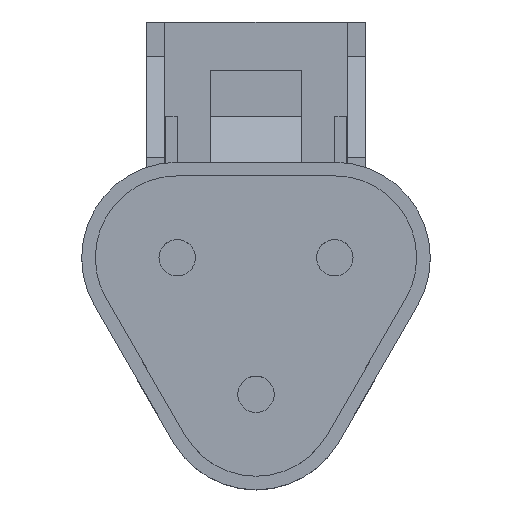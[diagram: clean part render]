
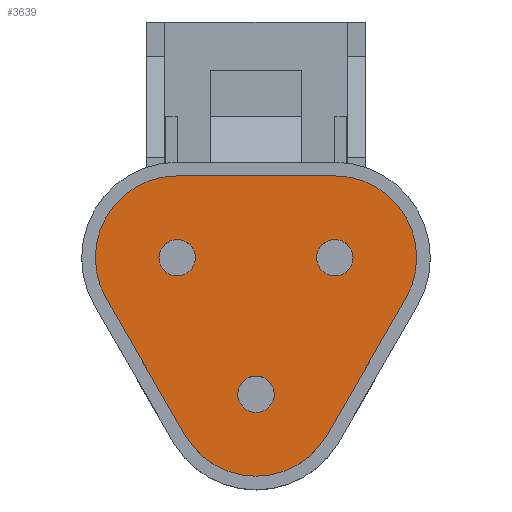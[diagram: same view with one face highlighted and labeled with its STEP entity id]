
A CAD part, top view. The second image highlights one B-rep face of the part: STEP entity #3639.
In plain terms, the highlighted planar face has unit normal (0, 0, 1).
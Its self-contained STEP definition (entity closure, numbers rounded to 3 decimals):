
#3330=CARTESIAN_POINT('',(1.,-5.,32.));
#3331=VERTEX_POINT('',#3330);
#3332=CARTESIAN_POINT('',(0.,-5.,32.));
#3333=DIRECTION('',(0.0,0.0,-1.0));
#3334=DIRECTION('',(-1.0,0.0,0.0));
#3335=AXIS2_PLACEMENT_3D('',#3332,#3333,#3334);
#3336=CIRCLE('',#3335,1.0);
#3337=EDGE_CURVE('',#3331,#3331,#3336,.T.);
#3367=CARTESIAN_POINT('',(5.33,2.5,32.));
#3368=VERTEX_POINT('',#3367);
#3369=CARTESIAN_POINT('',(4.33,2.5,32.));
#3370=DIRECTION('',(0.0,0.0,-1.0));
#3371=DIRECTION('',(-1.0,0.0,0.0));
#3372=AXIS2_PLACEMENT_3D('',#3369,#3370,#3371);
#3373=CIRCLE('',#3372,1.0);
#3374=EDGE_CURVE('',#3368,#3368,#3373,.T.);
#3404=CARTESIAN_POINT('',(-3.33,2.5,32.));
#3405=VERTEX_POINT('',#3404);
#3406=CARTESIAN_POINT('',(-4.33,2.5,32.));
#3407=DIRECTION('',(0.0,0.0,-1.0));
#3408=DIRECTION('',(-1.0,0.0,0.0));
#3409=AXIS2_PLACEMENT_3D('',#3406,#3407,#3408);
#3410=CIRCLE('',#3409,1.0);
#3411=EDGE_CURVE('',#3405,#3405,#3410,.T.);
#3430=CARTESIAN_POINT('',(-4.33,7.,32.));
#3431=VERTEX_POINT('',#3430);
#3432=CARTESIAN_POINT('',(4.33,7.,32.));
#3433=VERTEX_POINT('',#3432);
#3434=CARTESIAN_POINT('',(-4.33,7.,32.));
#3435=DIRECTION('',(1.0,0.0,0.0));
#3436=VECTOR('',#3435,8.66);
#3437=LINE('',#3434,#3436);
#3438=EDGE_CURVE('',#3431,#3433,#3437,.T.);
#3470=CARTESIAN_POINT('',(8.227,0.25,32.));
#3471=VERTEX_POINT('',#3470);
#3472=CARTESIAN_POINT('',(4.33,2.5,32.));
#3473=DIRECTION('',(0.,0.,-1.0));
#3474=DIRECTION('',(-0.866,0.5,0.));
#3475=AXIS2_PLACEMENT_3D('',#3472,#3473,#3474);
#3476=CIRCLE('',#3475,4.5);
#3477=EDGE_CURVE('',#3433,#3471,#3476,.T.);
#3503=CARTESIAN_POINT('',(3.897,-7.25,32.));
#3504=VERTEX_POINT('',#3503);
#3505=CARTESIAN_POINT('',(8.227,0.25,32.));
#3506=DIRECTION('',(-0.5,-0.866,0.0));
#3507=VECTOR('',#3506,8.66);
#3508=LINE('',#3505,#3507);
#3509=EDGE_CURVE('',#3471,#3504,#3508,.T.);
#3534=CARTESIAN_POINT('',(-3.897,-7.25,32.));
#3535=VERTEX_POINT('',#3534);
#3536=CARTESIAN_POINT('',(0.,-5.,32.));
#3537=DIRECTION('',(0.,0.,-1.0));
#3538=DIRECTION('',(0.866,0.5,0.));
#3539=AXIS2_PLACEMENT_3D('',#3536,#3537,#3538);
#3540=CIRCLE('',#3539,4.5);
#3541=EDGE_CURVE('',#3504,#3535,#3540,.T.);
#3567=CARTESIAN_POINT('',(-8.227,0.25,32.));
#3568=VERTEX_POINT('',#3567);
#3569=CARTESIAN_POINT('',(-3.897,-7.25,32.));
#3570=DIRECTION('',(-0.5,0.866,0.0));
#3571=VECTOR('',#3570,8.66);
#3572=LINE('',#3569,#3571);
#3573=EDGE_CURVE('',#3535,#3568,#3572,.T.);
#3598=CARTESIAN_POINT('',(-4.33,2.5,32.));
#3599=DIRECTION('',(0.0,0.0,-1.0));
#3600=DIRECTION('',(0.0,-1.0,0.0));
#3601=AXIS2_PLACEMENT_3D('',#3598,#3599,#3600);
#3602=CIRCLE('',#3601,4.5);
#3603=EDGE_CURVE('',#3568,#3431,#3602,.T.);
#3617=CARTESIAN_POINT('',(0.,0.,32.));
#3618=DIRECTION('',(0.0,0.0,1.0));
#3619=DIRECTION('',(1.0,0.0,0.0));
#3620=AXIS2_PLACEMENT_3D('',#3617,#3618,#3619);
#3621=PLANE('',#3620);
#3622=ORIENTED_EDGE('',*,*,#3438,.F.);
#3623=ORIENTED_EDGE('',*,*,#3603,.F.);
#3624=ORIENTED_EDGE('',*,*,#3573,.F.);
#3625=ORIENTED_EDGE('',*,*,#3541,.F.);
#3626=ORIENTED_EDGE('',*,*,#3509,.F.);
#3627=ORIENTED_EDGE('',*,*,#3477,.F.);
#3628=EDGE_LOOP('',(#3622,#3623,#3624,#3625,#3626,#3627));
#3629=FACE_OUTER_BOUND('',#3628,.T.);
#3630=ORIENTED_EDGE('',*,*,#3337,.T.);
#3631=EDGE_LOOP('',(#3630));
#3632=FACE_BOUND('',#3631,.T.);
#3633=ORIENTED_EDGE('',*,*,#3374,.T.);
#3634=EDGE_LOOP('',(#3633));
#3635=FACE_BOUND('',#3634,.T.);
#3636=ORIENTED_EDGE('',*,*,#3411,.T.);
#3637=EDGE_LOOP('',(#3636));
#3638=FACE_BOUND('',#3637,.T.);
#3639=ADVANCED_FACE('',(#3629,#3632,#3635,#3638),#3621,.T.);
